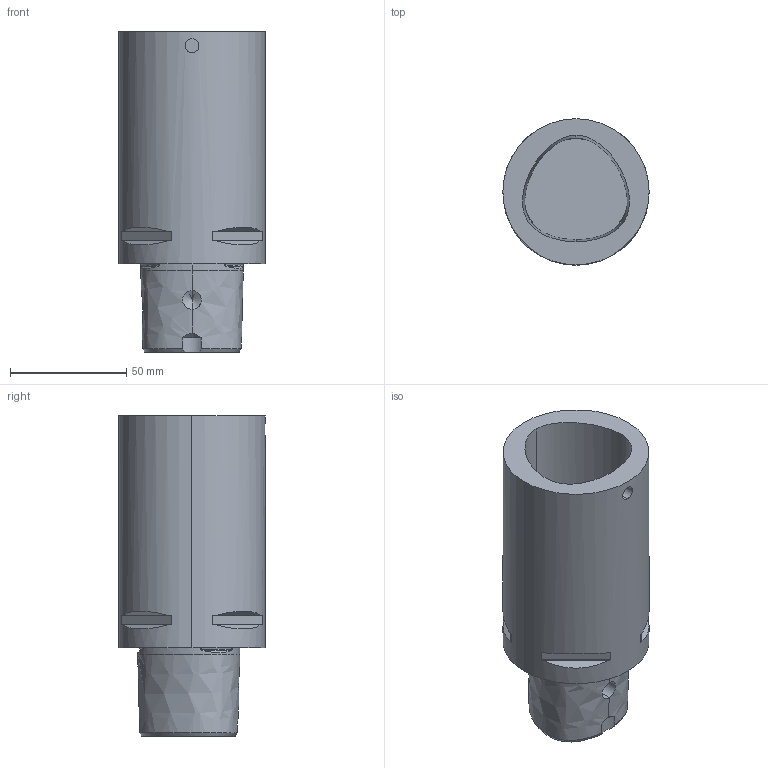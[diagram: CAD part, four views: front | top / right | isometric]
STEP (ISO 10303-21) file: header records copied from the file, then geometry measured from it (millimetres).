
FILE_DESCRIPTION (( 'STEP AP203' ), '1' );
FILE_NAME ('STP-143-013-143-100-0(143.501.63.100).STEP', '2023-04-25T05:56:22', ( '' ), ( '' ), 'SwSTEP 2.0', 'SolidWorks 2021', '' );
FILE_SCHEMA (( 'CONFIG_CONTROL_DESIGN' ));
Length unit declared in the file: millimetre
Products named in the file (1): STP-143-013-143-100-0(143.501.63.100)
Bounding box: 63 x 63 x 138 mm (x, y, z)
Volume: 261167 mm3; surface area: 42622.6 mm2
Topology: 1 solids, 1 shells, 87 faces, 204 edges, 124 vertices
Faces by surface type: plane 35, cylinder 19, cone 16, torus 9, bspline 8
Entity records: 5279 total; most frequent: CARTESIAN_POINT 3327, ORIENTED_EDGE 400, DIRECTION 372, EDGE_CURVE 200, AXIS2_PLACEMENT_3D 159, VERTEX_POINT 124, EDGE_LOOP 98, ADVANCED_FACE 87
